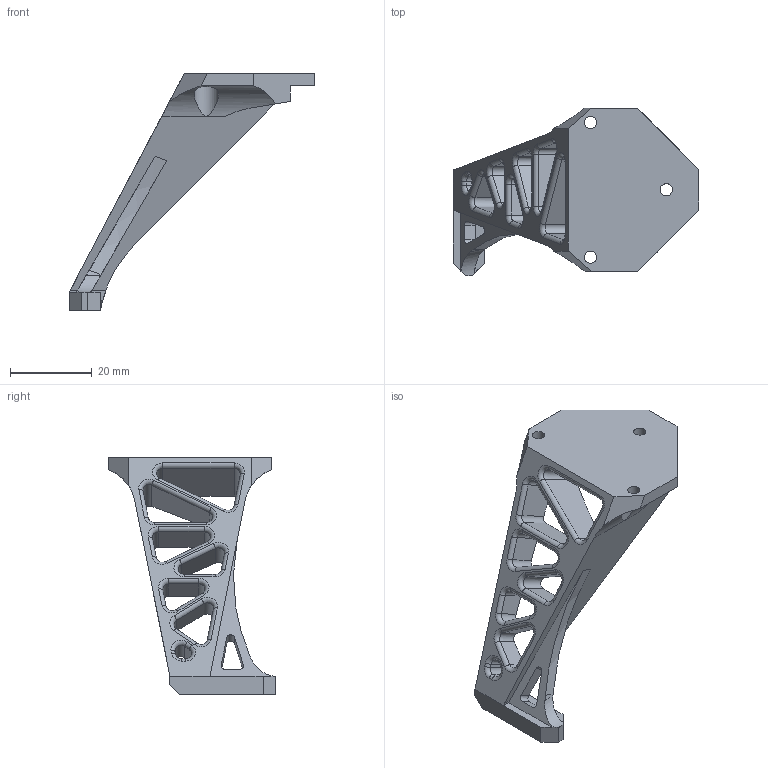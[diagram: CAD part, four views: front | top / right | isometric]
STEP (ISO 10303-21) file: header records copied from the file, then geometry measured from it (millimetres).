
FILE_DESCRIPTION(/* description */ (''),/* implementation_level */ '2;1');
FILE_NAME(/* name */ 'LG_3DP_Left.step',/* time_stamp */ '2023-05-23T22:17:23+08:00',/* author */ (''),/* organization */ (''),/* preprocessor_version */ 'ST-DEVELOPER v19.2',/* originating_system */ 'Autodesk Translation Framework v12.4.0.73',/* authorisation */ '');
FILE_SCHEMA (('AUTOMOTIVE_DESIGN { 1 0 10303 214 3 1 1 }'));
Length unit declared in the file: millimetre
Products named in the file (1): LG_3DP_Left
Bounding box: 60.13 x 41 x 58 mm (x, y, z)
Volume: 12464.5 mm3; surface area: 8096.4 mm2
Topology: 1 solids, 1 shells, 147 faces, 403 edges, 254 vertices
Faces by surface type: plane 61, cylinder 60, torus 21, bspline 5
Full cylindrical faces by diameter (mm): 3 x3, 6 x2
Entity records: 5080 total; most frequent: CARTESIAN_POINT 1212, DIRECTION 818, ORIENTED_EDGE 806, EDGE_CURVE 403, AXIS2_PLACEMENT_3D 302, VERTEX_POINT 254, LINE 214, VECTOR 214
